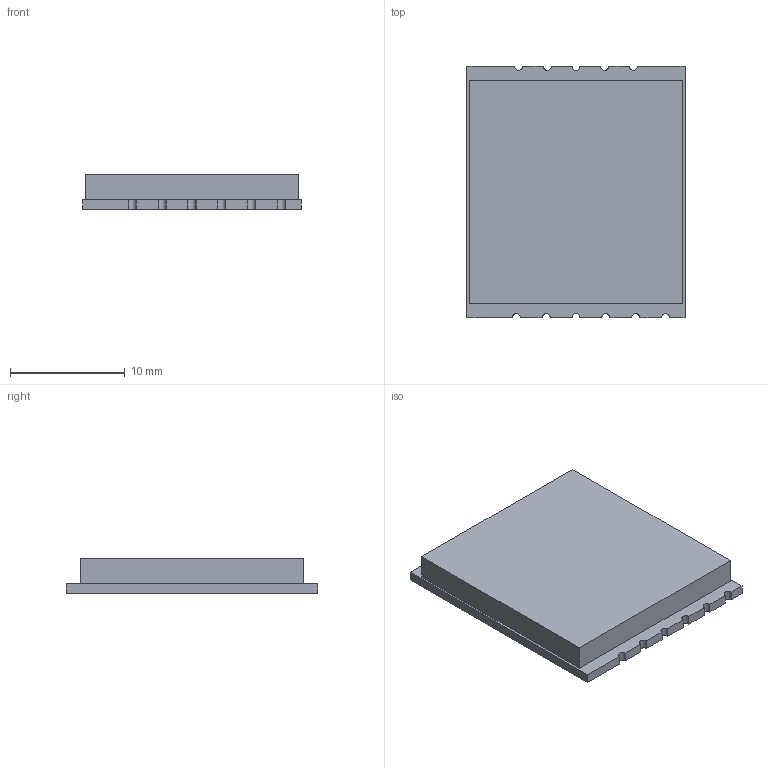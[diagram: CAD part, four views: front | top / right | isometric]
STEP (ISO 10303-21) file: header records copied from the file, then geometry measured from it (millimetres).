
FILE_DESCRIPTION (( 'STEP AP214' ), '1' );
FILE_NAME ('TX5813.STEP', '2016-04-07T12:17:10', ( '' ), ( '' ), 'SwSTEP 2.0', 'SolidWorks 2015', '' );
FILE_SCHEMA (( 'AUTOMOTIVE_DESIGN' ));
Length unit declared in the file: millimetre
Products named in the file (1): TX5813
Bounding box: 19 x 21.9 x 3 mm (x, y, z)
Volume: 1128.1 mm3; surface area: 1064.5 mm2
Topology: 1 solids, 1 shells, 33 faces, 90 edges, 60 vertices
Faces by surface type: plane 22, cylinder 11
Entity records: 1322 total; most frequent: CARTESIAN_POINT 184, ORIENTED_EDGE 180, DIRECTION 180, EDGE_CURVE 90, VECTOR 68, LINE 68, VERTEX_POINT 60, AXIS2_PLACEMENT_3D 56
